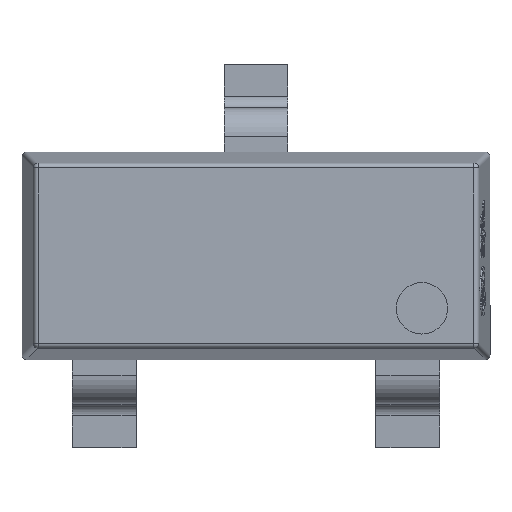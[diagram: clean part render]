
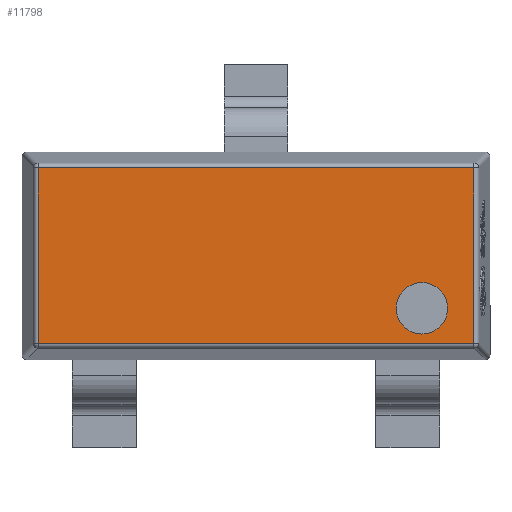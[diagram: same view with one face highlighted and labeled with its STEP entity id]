
A CAD part, top view. The second image highlights one B-rep face of the part: STEP entity #11798.
In plain terms, the highlighted planar face has unit normal (0, 0, 1).
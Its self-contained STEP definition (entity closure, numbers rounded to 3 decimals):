
#59 = EDGE_CURVE ( 'NONE', #6221, #156, #5380, .T. ) ;
#156 = VERTEX_POINT ( 'NONE', #631 ) ;
#213 = LINE ( 'NONE', #9051, #11937 ) ;
#471 = CARTESIAN_POINT ( 'NONE',  ( 1.365, 0.55, 0.6 ) ) ;
#631 = CARTESIAN_POINT ( 'NONE',  ( -1.365, -0.55, 0.6 ) ) ;
#2645 = EDGE_LOOP ( 'NONE', ( #10712, #4834, #4355, #9873 ) ) ;
#2924 = FACE_BOUND ( 'NONE', #10804, .T. ) ;
#2949 = EDGE_CURVE ( 'NONE', #4916, #6221, #213, .T. ) ;
#3006 = CARTESIAN_POINT ( 'NONE',  ( 0., 0., 0.6 ) ) ;
#3151 = CARTESIAN_POINT ( 'NONE',  ( 1.2, -0.329, 0.6 ) ) ;
#3169 = CIRCLE ( 'NONE', #7796, 0.161 ) ;
#4201 = CIRCLE ( 'NONE', #8318, 0.161 ) ;
#4348 = CARTESIAN_POINT ( 'NONE',  ( 0.877, -0.329, 0.6 ) ) ;
#4355 = ORIENTED_EDGE ( 'NONE', *, *, #5255, .T. ) ;
#4570 = CARTESIAN_POINT ( 'NONE',  ( 1.365, 0.576, 0.6 ) ) ;
#4671 = EDGE_CURVE ( 'NONE', #156, #11710, #7574, .T. ) ;
#4673 = VERTEX_POINT ( 'NONE', #3151 ) ;
#4834 = ORIENTED_EDGE ( 'NONE', *, *, #4671, .T. ) ;
#4881 = VECTOR ( 'NONE', #8434, 1000. ) ;
#4916 = VERTEX_POINT ( 'NONE', #471 ) ;
#4934 = EDGE_CURVE ( 'NONE', #12721, #4673, #4201, .T. ) ;
#5255 = EDGE_CURVE ( 'NONE', #11710, #4916, #6452, .T. ) ;
#5380 = LINE ( 'NONE', #14121, #7833 ) ;
#5522 = CARTESIAN_POINT ( 'NONE',  ( -1.365, 0.55, 0.6 ) ) ;
#5530 = VECTOR ( 'NONE', #10043, 1000. ) ;
#6221 = VERTEX_POINT ( 'NONE', #5522 ) ;
#6452 = LINE ( 'NONE', #4570, #5530 ) ;
#6795 = EDGE_CURVE ( 'NONE', #4673, #12721, #3169, .T. ) ;
#6986 = DIRECTION ( 'NONE',  ( 1., 0., 0. ) ) ;
#7415 = DIRECTION ( 'NONE',  ( 0., 0., 1. ) ) ;
#7489 = CARTESIAN_POINT ( 'NONE',  ( 1.391, -0.55, 0.6 ) ) ;
#7574 = LINE ( 'NONE', #7489, #4881 ) ;
#7796 = AXIS2_PLACEMENT_3D ( 'NONE', #9142, #10368, #12664 ) ;
#7833 = VECTOR ( 'NONE', #8620, 1000. ) ;
#8204 = CARTESIAN_POINT ( 'NONE',  ( 1.038, -0.329, 0.6 ) ) ;
#8318 = AXIS2_PLACEMENT_3D ( 'NONE', #8204, #11562, #6986 ) ;
#8434 = DIRECTION ( 'NONE',  ( 1., 0., 0. ) ) ;
#8620 = DIRECTION ( 'NONE',  ( 0., -1., 0. ) ) ;
#8878 = CARTESIAN_POINT ( 'NONE',  ( 1.365, -0.55, 0.6 ) ) ;
#9051 = CARTESIAN_POINT ( 'NONE',  ( -1.391, 0.55, 0.6 ) ) ;
#9142 = CARTESIAN_POINT ( 'NONE',  ( 1.038, -0.329, 0.6 ) ) ;
#9660 = DIRECTION ( 'NONE',  ( 1., 0., 0. ) ) ;
#9873 = ORIENTED_EDGE ( 'NONE', *, *, #2949, .T. ) ;
#10043 = DIRECTION ( 'NONE',  ( 0., 1., 0. ) ) ;
#10368 = DIRECTION ( 'NONE',  ( 0., 0., 1. ) ) ;
#10712 = ORIENTED_EDGE ( 'NONE', *, *, #59, .T. ) ;
#10804 = EDGE_LOOP ( 'NONE', ( #11246, #12230 ) ) ;
#11246 = ORIENTED_EDGE ( 'NONE', *, *, #6795, .F. ) ;
#11386 = AXIS2_PLACEMENT_3D ( 'NONE', #3006, #7415, #9660 ) ;
#11562 = DIRECTION ( 'NONE',  ( 0., 0., 1. ) ) ;
#11710 = VERTEX_POINT ( 'NONE', #8878 ) ;
#11798 = ADVANCED_FACE ( 'NONE', ( #13869, #2924 ), #12903, .T. ) ;
#11937 = VECTOR ( 'NONE', #13415, 1000. ) ;
#12230 = ORIENTED_EDGE ( 'NONE', *, *, #4934, .F. ) ;
#12664 = DIRECTION ( 'NONE',  ( 1., 0., 0. ) ) ;
#12721 = VERTEX_POINT ( 'NONE', #4348 ) ;
#12903 = PLANE ( 'NONE',  #11386 ) ;
#13415 = DIRECTION ( 'NONE',  ( -1., 0., 0. ) ) ;
#13869 = FACE_OUTER_BOUND ( 'NONE', #2645, .T. ) ;
#14121 = CARTESIAN_POINT ( 'NONE',  ( -1.365, -0.576, 0.6 ) ) ;
